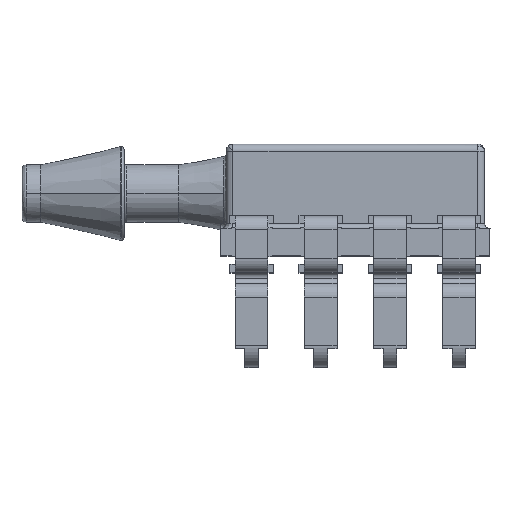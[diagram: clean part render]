
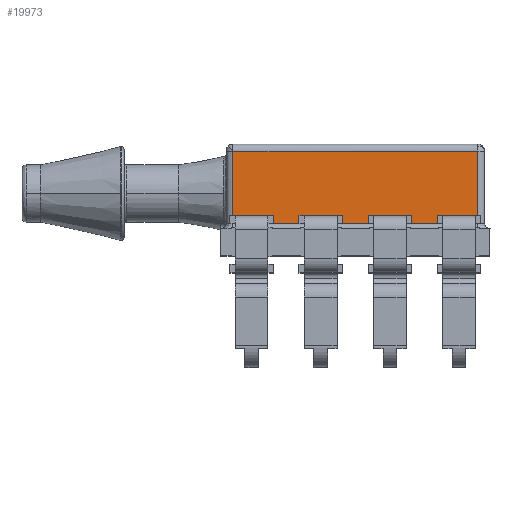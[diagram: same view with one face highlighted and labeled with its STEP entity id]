
A CAD part, top view. The second image highlights one B-rep face of the part: STEP entity #19973.
In plain terms, the highlighted planar face has unit normal (0, 0, 1).
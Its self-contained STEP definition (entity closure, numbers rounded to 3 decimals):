
#147 = VERTEX_POINT ( 'NONE', #2496 ) ;
#205 = CARTESIAN_POINT ( 'NONE',  ( 0., 5.3, 4.2 ) ) ;
#939 = EDGE_CURVE ( 'NONE', #147, #9736, #10816, .T. ) ;
#1336 = VECTOR ( 'NONE', #6787, 1000. ) ;
#1385 = EDGE_LOOP ( 'NONE', ( #9948, #11964, #1392, #11103 ) ) ;
#1392 = ORIENTED_EDGE ( 'NONE', *, *, #2767, .F. ) ;
#1517 = CARTESIAN_POINT ( 'NONE',  ( 4.5, 5.3, 4.2 ) ) ;
#2254 = CARTESIAN_POINT ( 'NONE',  ( 4.5, 0., 4.2 ) ) ;
#2496 = CARTESIAN_POINT ( 'NONE',  ( -4.5, 5.3, 4.2 ) ) ;
#2767 = EDGE_CURVE ( 'NONE', #13977, #12895, #13289, .T. ) ;
#2933 = EDGE_CURVE ( 'NONE', #13977, #9736, #14113, .T. ) ;
#4717 = CARTESIAN_POINT ( 'NONE',  ( -4.5, 7.95, 4.2 ) ) ;
#6118 = VECTOR ( 'NONE', #22599, 1000. ) ;
#6787 = DIRECTION ( 'NONE',  ( -1., 0., 0. ) ) ;
#9736 = VERTEX_POINT ( 'NONE', #4717 ) ;
#9936 = PLANE ( 'NONE',  #20524 ) ;
#9948 = ORIENTED_EDGE ( 'NONE', *, *, #939, .F. ) ;
#10816 = LINE ( 'NONE', #18429, #13534 ) ;
#11103 = ORIENTED_EDGE ( 'NONE', *, *, #2933, .T. ) ;
#11964 = ORIENTED_EDGE ( 'NONE', *, *, #24468, .T. ) ;
#12895 = VERTEX_POINT ( 'NONE', #1517 ) ;
#13289 = LINE ( 'NONE', #2254, #6118 ) ;
#13534 = VECTOR ( 'NONE', #16054, 1000. ) ;
#13977 = VERTEX_POINT ( 'NONE', #16004 ) ;
#14113 = LINE ( 'NONE', #14247, #1336 ) ;
#14247 = CARTESIAN_POINT ( 'NONE',  ( 0., 7.95, 4.2 ) ) ;
#14465 = VECTOR ( 'NONE', #18989, 1000. ) ;
#16004 = CARTESIAN_POINT ( 'NONE',  ( 4.5, 7.95, 4.2 ) ) ;
#16054 = DIRECTION ( 'NONE',  ( 0., 1., 0. ) ) ;
#17675 = CARTESIAN_POINT ( 'NONE',  ( 0., 0., 4.2 ) ) ;
#17931 = DIRECTION ( 'NONE',  ( 0., 0., 1. ) ) ;
#18429 = CARTESIAN_POINT ( 'NONE',  ( -4.5, 8.233, 4.2 ) ) ;
#18989 = DIRECTION ( 'NONE',  ( 1., 0., 0. ) ) ;
#19973 = ADVANCED_FACE ( 'NONE', ( #23586 ), #9936, .T. ) ;
#20524 = AXIS2_PLACEMENT_3D ( 'NONE', #17675, #17931, #23475 ) ;
#21095 = LINE ( 'NONE', #205, #14465 ) ;
#22599 = DIRECTION ( 'NONE',  ( 0., -1., 0. ) ) ;
#23475 = DIRECTION ( 'NONE',  ( 1., 0., 0. ) ) ;
#23586 = FACE_OUTER_BOUND ( 'NONE', #1385, .T. ) ;
#24468 = EDGE_CURVE ( 'NONE', #147, #12895, #21095, .T. ) ;
